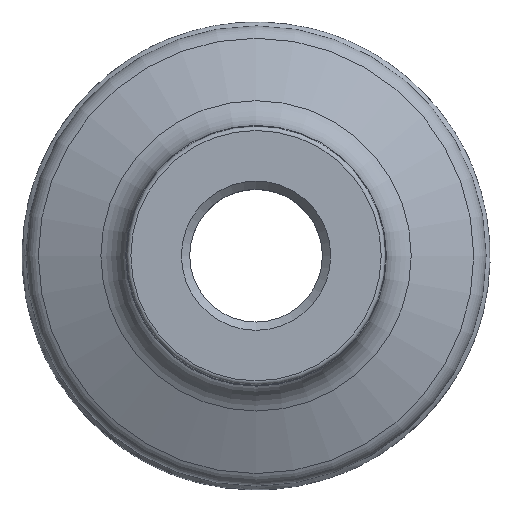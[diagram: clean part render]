
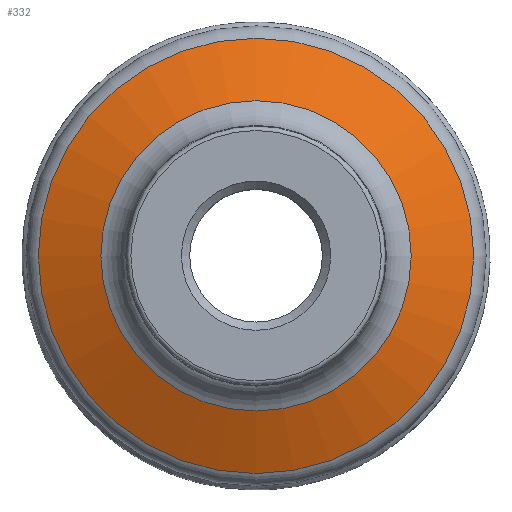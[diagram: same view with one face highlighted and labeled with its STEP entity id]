
A CAD part, top view. The second image highlights one B-rep face of the part: STEP entity #332.
In plain terms, the highlighted conical face has half-angle 66.304 degrees and reference radius 55.5 mm.
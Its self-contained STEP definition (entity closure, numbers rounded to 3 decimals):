
#101=CONICAL_SURFACE('',#635,55.5,66.304);
#135=EDGE_LOOP('',(#199));
#136=EDGE_LOOP('',(#200));
#199=ORIENTED_EDGE('',*,*,#262,.T.);
#200=ORIENTED_EDGE('',*,*,#263,.T.);
#262=EDGE_CURVE('',#441,#441,#294,.T.);
#263=EDGE_CURVE('',#442,#442,#295,.T.);
#294=CIRCLE('',#633,52.509);
#295=CIRCLE('',#634,37.424);
#332=ADVANCED_FACE('SU_5',(#376,#377),#101,.T.);
#376=FACE_BOUND('',#135,.T.);
#377=FACE_BOUND('',#136,.T.);
#441=VERTEX_POINT('',#9507);
#442=VERTEX_POINT('',#9509);
#633=AXIS2_PLACEMENT_3D('',#9506,#759,#760);
#634=AXIS2_PLACEMENT_3D('',#9508,#761,#762);
#635=AXIS2_PLACEMENT_3D('',#9510,#763,#764);
#759=DIRECTION('',(0.,0.,1.));
#760=DIRECTION('',(1.,0.,0.));
#761=DIRECTION('',(0.,0.,-1.));
#762=DIRECTION('',(-1.,0.,0.));
#763=DIRECTION('',(0.,0.,-1.));
#764=DIRECTION('',(-1.,0.,0.));
#9506=CARTESIAN_POINT('',(0.,0.,-30.422));
#9507=CARTESIAN_POINT('',(52.509,0.,-30.422));
#9508=CARTESIAN_POINT('',(0.,0.,-23.801));
#9509=CARTESIAN_POINT('',(-37.424,0.,-23.801));
#9510=CARTESIAN_POINT('',(0.,0.,-31.734));
